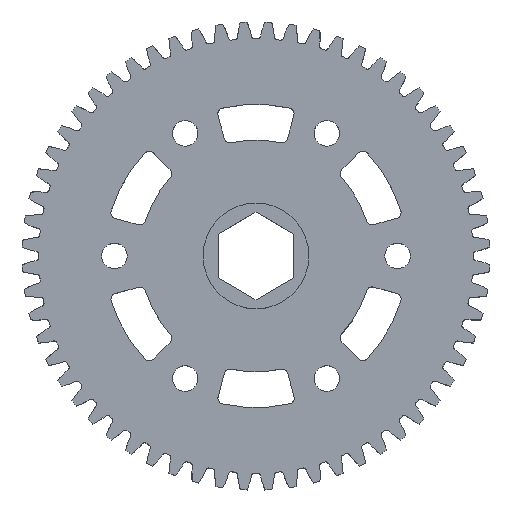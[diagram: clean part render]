
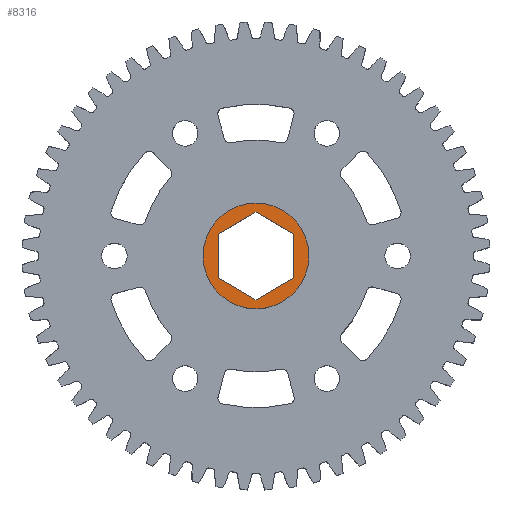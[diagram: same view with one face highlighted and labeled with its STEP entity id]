
A CAD part, top view. The second image highlights one B-rep face of the part: STEP entity #8316.
In plain terms, the highlighted planar face has unit normal (0, 0, 1).
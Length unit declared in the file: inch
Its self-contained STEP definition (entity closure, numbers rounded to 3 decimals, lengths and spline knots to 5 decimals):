
#1084 = CARTESIAN_POINT ( 'NONE',  ( 0.2515, 0.1452, 0.249 ) ) ;
#1096 = CARTESIAN_POINT ( 'NONE',  ( -0.2515, 0.1452, 0.249 ) ) ;
#1097 = CARTESIAN_POINT ( 'NONE',  ( -0.2515, -0.1452, 0.249 ) ) ;
#1098 = CARTESIAN_POINT ( 'NONE',  ( 0., 0.29041, 0.249 ) ) ;
#1104 = CARTESIAN_POINT ( 'NONE',  ( 0., -0.29041, 0.249 ) ) ;
#1105 = CARTESIAN_POINT ( 'NONE',  ( 0.2515, -0.1452, 0.249 ) ) ;
#1182 = CARTESIAN_POINT ( 'NONE',  ( 0.35, 0., 0.249 ) ) ;
#1204 = CARTESIAN_POINT ( 'NONE',  ( -0.35, 0., 0.249 ) ) ;
#1625 = VERTEX_POINT ( 'NONE', #1084 ) ;
#1637 = VERTEX_POINT ( 'NONE', #1096 ) ;
#1638 = VERTEX_POINT ( 'NONE', #1097 ) ;
#1639 = VERTEX_POINT ( 'NONE', #1098 ) ;
#1645 = VERTEX_POINT ( 'NONE', #1104 ) ;
#1646 = VERTEX_POINT ( 'NONE', #1105 ) ;
#1723 = VERTEX_POINT ( 'NONE', #1182 ) ;
#1745 = VERTEX_POINT ( 'NONE', #1204 ) ;
#1963 = LINE ( 'NONE', #15200, #2007 ) ;
#2006 = LINE ( 'NONE', #15251, #2009 ) ;
#2007 = VECTOR ( 'NONE', #15250, 39.37008 ) ;
#2008 = LINE ( 'NONE', #15253, #2011 ) ;
#2009 = VECTOR ( 'NONE', #15252, 39.37008 ) ;
#2011 = VECTOR ( 'NONE', #15254, 39.37008 ) ;
#2677 = EDGE_CURVE ( 'NONE', #1723, #1745, #18644, .T. ) ;
#2914 = AXIS2_PLACEMENT_3D ( 'NONE', #16676, #16685, #16686 ) ;
#2917 = AXIS2_PLACEMENT_3D ( 'NONE', #15113, #15114, #15115 ) ;
#3037 = FACE_OUTER_BOUND ( 'NONE', #12403, .T. ) ;
#3040 = FACE_BOUND ( 'NONE', #12364, .T. ) ;
#3110 = AXIS2_PLACEMENT_3D ( 'NONE', #18126, #18128, #18130 ) ;
#7107 = ORIENTED_EDGE ( 'NONE', *, *, #2677, .T. ) ;
#7108 = ORIENTED_EDGE ( 'NONE', *, *, #14009, .T. ) ;
#7109 = ORIENTED_EDGE ( 'NONE', *, *, #14079, .T. ) ;
#7110 = ORIENTED_EDGE ( 'NONE', *, *, #14077, .T. ) ;
#7111 = ORIENTED_EDGE ( 'NONE', *, *, #14078, .T. ) ;
#7112 = ORIENTED_EDGE ( 'NONE', *, *, #14003, .T. ) ;
#7113 = ORIENTED_EDGE ( 'NONE', *, *, #14001, .T. ) ;
#7114 = ORIENTED_EDGE ( 'NONE', *, *, #14036, .T. ) ;
#8316 = ADVANCED_FACE ( 'NONE', ( #3040, #3037 ), #16680, .T. ) ;
#11464 = CIRCLE ( 'NONE', #2917, 0.35 ) ;
#11473 = VECTOR ( 'NONE', #15100, 39.37008 ) ;
#11477 = LINE ( 'NONE', #15099, #11473 ) ;
#11478 = VECTOR ( 'NONE', #15097, 39.37008 ) ;
#11482 = LINE ( 'NONE', #15095, #11478 ) ;
#12364 = EDGE_LOOP ( 'NONE', ( #7114, #7113, #7112, #7111, #7110, #7109 ) ) ;
#12403 = EDGE_LOOP ( 'NONE', ( #7108, #7107 ) ) ;
#14001 = EDGE_CURVE ( 'NONE', #1637, #1639, #11482, .T. ) ;
#14003 = EDGE_CURVE ( 'NONE', #1639, #1625, #11477, .T. ) ;
#14009 = EDGE_CURVE ( 'NONE', #1745, #1723, #11464, .T. ) ;
#14036 = EDGE_CURVE ( 'NONE', #1638, #1637, #14127, .T. ) ;
#14077 = EDGE_CURVE ( 'NONE', #1646, #1645, #1963, .T. ) ;
#14078 = EDGE_CURVE ( 'NONE', #1625, #1646, #2006, .T. ) ;
#14079 = EDGE_CURVE ( 'NONE', #1645, #1638, #2008, .T. ) ;
#14124 = VECTOR ( 'NONE', #15168, 39.37008 ) ;
#14127 = LINE ( 'NONE', #15167, #14124 ) ;
#15095 = CARTESIAN_POINT ( 'NONE',  ( -0.2515, 0.1452, 0.249 ) ) ;
#15097 = DIRECTION ( 'NONE',  ( 0.866, 0.5, 0. ) ) ;
#15099 = CARTESIAN_POINT ( 'NONE',  ( 0., 0.29041, 0.249 ) ) ;
#15100 = DIRECTION ( 'NONE',  ( 0.866, -0.5, 0. ) ) ;
#15113 = CARTESIAN_POINT ( 'NONE',  ( 0., 0., 0.249 ) ) ;
#15114 = DIRECTION ( 'NONE',  ( 0., 0., 1. ) ) ;
#15115 = DIRECTION ( 'NONE',  ( 1., 0., 0. ) ) ;
#15167 = CARTESIAN_POINT ( 'NONE',  ( -0.2515, -0.1452, 0.249 ) ) ;
#15168 = DIRECTION ( 'NONE',  ( 0., 1., 0. ) ) ;
#15200 = CARTESIAN_POINT ( 'NONE',  ( 0.2515, -0.1452, 0.249 ) ) ;
#15250 = DIRECTION ( 'NONE',  ( -0.866, -0.5, 0. ) ) ;
#15251 = CARTESIAN_POINT ( 'NONE',  ( 0.2515, 0.1452, 0.249 ) ) ;
#15252 = DIRECTION ( 'NONE',  ( 0., -1., 0. ) ) ;
#15253 = CARTESIAN_POINT ( 'NONE',  ( 0., -0.29041, 0.249 ) ) ;
#15254 = DIRECTION ( 'NONE',  ( -0.866, 0.5, 0. ) ) ;
#16676 = CARTESIAN_POINT ( 'NONE',  ( 0., 0., 0.249 ) ) ;
#16680 = PLANE ( 'NONE',  #2914 ) ;
#16685 = DIRECTION ( 'NONE',  ( 0., 0., 1. ) ) ;
#16686 = DIRECTION ( 'NONE',  ( 1., 0., 0. ) ) ;
#18126 = CARTESIAN_POINT ( 'NONE',  ( 0., 0., 0.249 ) ) ;
#18128 = DIRECTION ( 'NONE',  ( 0., 0., 1. ) ) ;
#18130 = DIRECTION ( 'NONE',  ( 1., 0., 0. ) ) ;
#18644 = CIRCLE ( 'NONE', #3110, 0.35 ) ;
